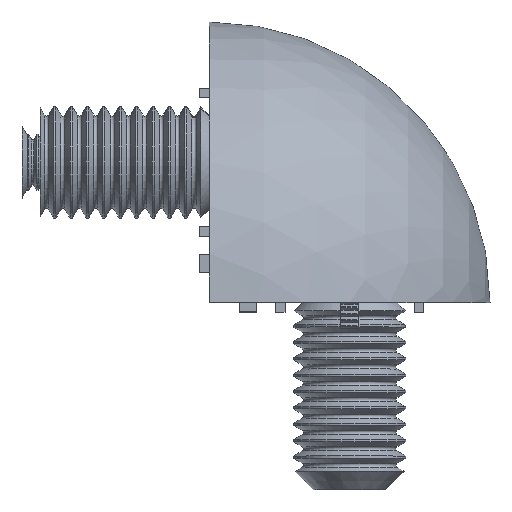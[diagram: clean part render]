
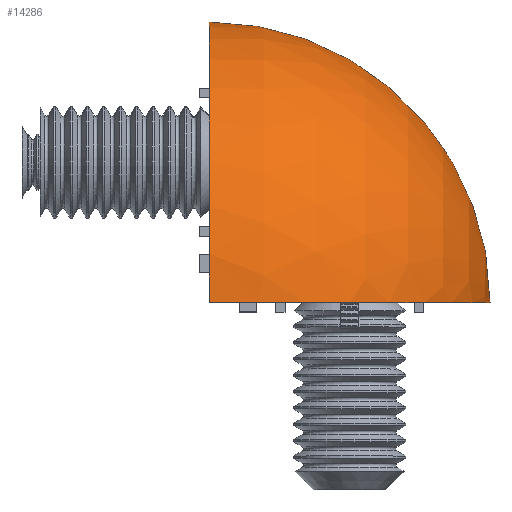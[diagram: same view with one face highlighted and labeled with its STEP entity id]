
A CAD part, top view. The second image highlights one B-rep face of the part: STEP entity #14286.
In plain terms, the highlighted spherical face has radius 30 mm.
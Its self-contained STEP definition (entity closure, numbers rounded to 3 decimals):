
#122=SPHERICAL_SURFACE('',#15248,30.);
#1089=FACE_OUTER_BOUND('',#2000,.T.);
#2000=EDGE_LOOP('',(#10197,#10198,#10199));
#2749=CIRCLE('',#15213,30.);
#2751=CIRCLE('',#15216,30.);
#2753=CIRCLE('',#15219,30.);
#5983=VERTEX_POINT('',#22869);
#5984=VERTEX_POINT('',#22870);
#5987=VERTEX_POINT('',#22878);
#7522=EDGE_CURVE('',#5983,#5984,#2749,.T.);
#7526=EDGE_CURVE('',#5987,#5983,#2751,.T.);
#7529=EDGE_CURVE('',#5984,#5987,#2753,.T.);
#10197=ORIENTED_EDGE('',*,*,#7522,.T.);
#10198=ORIENTED_EDGE('',*,*,#7529,.T.);
#10199=ORIENTED_EDGE('',*,*,#7526,.T.);
#14286=ADVANCED_FACE('',(#1089),#122,.T.);
#15213=AXIS2_PLACEMENT_3D('',#22871,#17738,#17739);
#15216=AXIS2_PLACEMENT_3D('',#22879,#17746,#17747);
#15219=AXIS2_PLACEMENT_3D('',#22884,#17753,#17754);
#15248=AXIS2_PLACEMENT_3D('',#22940,#17824,#17825);
#17738=DIRECTION('center_axis',(0.,0.,
1.));
#17739=DIRECTION('ref_axis',(0.,1.,0.));
#17746=DIRECTION('center_axis',(0.,1.,0.));
#17747=DIRECTION('ref_axis',(0.,0.,
-1.));
#17753=DIRECTION('center_axis',(1.,0.,0.));
#17754=DIRECTION('ref_axis',(0.,0.,
-1.));
#17824=DIRECTION('center_axis',(-1.,0.,0.));
#17825=DIRECTION('ref_axis',(0.,-1.,0.));
#22869=CARTESIAN_POINT('',(13.592,-13.084,-13.516));
#22870=CARTESIAN_POINT('',(-16.408,16.916,-13.516));
#22871=CARTESIAN_POINT('Origin',(-16.408,-13.084,-13.516));
#22878=CARTESIAN_POINT('',(-16.408,-13.084,16.484));
#22879=CARTESIAN_POINT('Origin',(-16.408,-13.084,-13.516));
#22884=CARTESIAN_POINT('Origin',(-16.408,-13.084,-13.516));
#22940=CARTESIAN_POINT('Origin',(-16.408,-13.084,-13.516));
